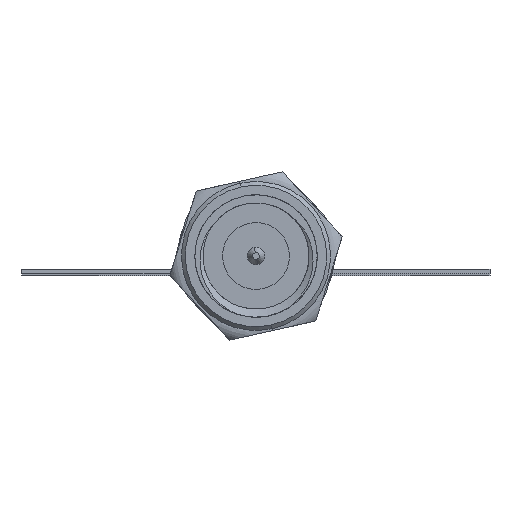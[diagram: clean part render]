
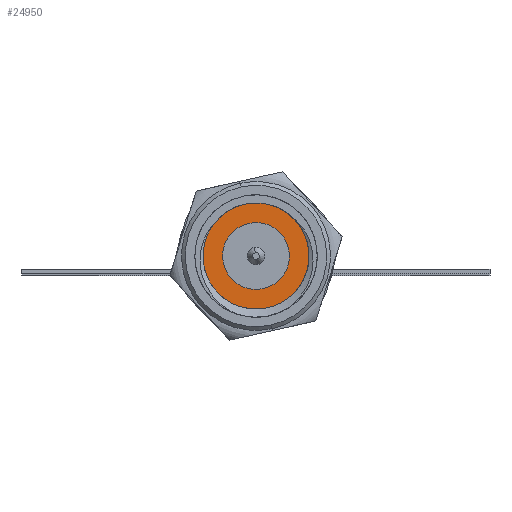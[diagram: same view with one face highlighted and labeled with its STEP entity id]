
A CAD part, left-side view. The second image highlights one B-rep face of the part: STEP entity #24950.
In plain terms, the highlighted planar face has unit normal (1, 0, 0).
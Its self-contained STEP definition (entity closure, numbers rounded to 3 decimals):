
#441 = DIRECTION ( 'NONE',  ( 1., 0., 0. ) ) ;
#1373 = CARTESIAN_POINT ( 'NONE',  ( -110.131, 1.051, 35.705 ) ) ;
#1914 = CARTESIAN_POINT ( 'NONE',  ( -110.131, 1.345, 37.022 ) ) ;
#2080 = AXIS2_PLACEMENT_3D ( 'NONE', #27396, #20357, #29786 ) ;
#2322 = EDGE_CURVE ( 'NONE', #14989, #9031, #29809, .T. ) ;
#4414 = ORIENTED_EDGE ( 'NONE', *, *, #28090, .T. ) ;
#4903 = DIRECTION ( 'NONE',  ( 0., 0.218, 0.976 ) ) ;
#5002 = CARTESIAN_POINT ( 'NONE',  ( -110.131, 0.756, 34.387 ) ) ;
#5215 = CARTESIAN_POINT ( 'NONE',  ( -110.131, 1.051, 35.705 ) ) ;
#5630 = AXIS2_PLACEMENT_3D ( 'NONE', #6712, #9118, #23481 ) ;
#6712 = CARTESIAN_POINT ( 'NONE',  ( -110.131, 1.051, 35.705 ) ) ;
#6825 = ORIENTED_EDGE ( 'NONE', *, *, #2322, .F. ) ;
#8620 = DIRECTION ( 'NONE',  ( 0., -0.218, -0.976 ) ) ;
#9031 = VERTEX_POINT ( 'NONE', #1914 ) ;
#9118 = DIRECTION ( 'NONE',  ( 1., 0., 0. ) ) ;
#10190 = CIRCLE ( 'NONE', #27863, 1.35 ) ;
#10282 = FACE_OUTER_BOUND ( 'NONE', #19493, .T. ) ;
#10604 = EDGE_CURVE ( 'NONE', #19746, #22863, #21784, .T. ) ;
#11570 = PLANE ( 'NONE',  #16132 ) ;
#11690 = CARTESIAN_POINT ( 'NONE',  ( -110.131, 0.423, 32.899 ) ) ;
#13566 = ORIENTED_EDGE ( 'NONE', *, *, #19540, .F. ) ;
#14262 = EDGE_LOOP ( 'NONE', ( #13566, #6825 ) ) ;
#14989 = VERTEX_POINT ( 'NONE', #5002 ) ;
#16132 = AXIS2_PLACEMENT_3D ( 'NONE', #23105, #18379, #28021 ) ;
#17166 = AXIS2_PLACEMENT_3D ( 'NONE', #1373, #22979, #8620 ) ;
#17760 = FACE_BOUND ( 'NONE', #14262, .T. ) ;
#18379 = DIRECTION ( 'NONE',  ( -1., 0., 0. ) ) ;
#19493 = EDGE_LOOP ( 'NONE', ( #4414, #29280 ) ) ;
#19540 = EDGE_CURVE ( 'NONE', #9031, #14989, #10190, .T. ) ;
#19746 = VERTEX_POINT ( 'NONE', #23537 ) ;
#20357 = DIRECTION ( 'NONE',  ( 1., 0., 0. ) ) ;
#21784 = CIRCLE ( 'NONE', #5630, 2.875 ) ;
#22863 = VERTEX_POINT ( 'NONE', #11690 ) ;
#22979 = DIRECTION ( 'NONE',  ( 1., 0., 0. ) ) ;
#23105 = CARTESIAN_POINT ( 'NONE',  ( -110.131, -0.267, 35.999 ) ) ;
#23481 = DIRECTION ( 'NONE',  ( 0., -0.218, -0.976 ) ) ;
#23537 = CARTESIAN_POINT ( 'NONE',  ( -110.131, 1.678, 38.51 ) ) ;
#24950 = ADVANCED_FACE ( 'NONE', ( #10282, #17760 ), #11570, .F. ) ;
#27396 = CARTESIAN_POINT ( 'NONE',  ( -110.131, 1.051, 35.705 ) ) ;
#27863 = AXIS2_PLACEMENT_3D ( 'NONE', #5215, #441, #4903 ) ;
#28021 = DIRECTION ( 'NONE',  ( 0., -0.976, 0.218 ) ) ;
#28090 = EDGE_CURVE ( 'NONE', #22863, #19746, #29217, .T. ) ;
#29217 = CIRCLE ( 'NONE', #17166, 2.875 ) ;
#29280 = ORIENTED_EDGE ( 'NONE', *, *, #10604, .T. ) ;
#29786 = DIRECTION ( 'NONE',  ( 0., 0.218, 0.976 ) ) ;
#29809 = CIRCLE ( 'NONE', #2080, 1.35 ) ;
